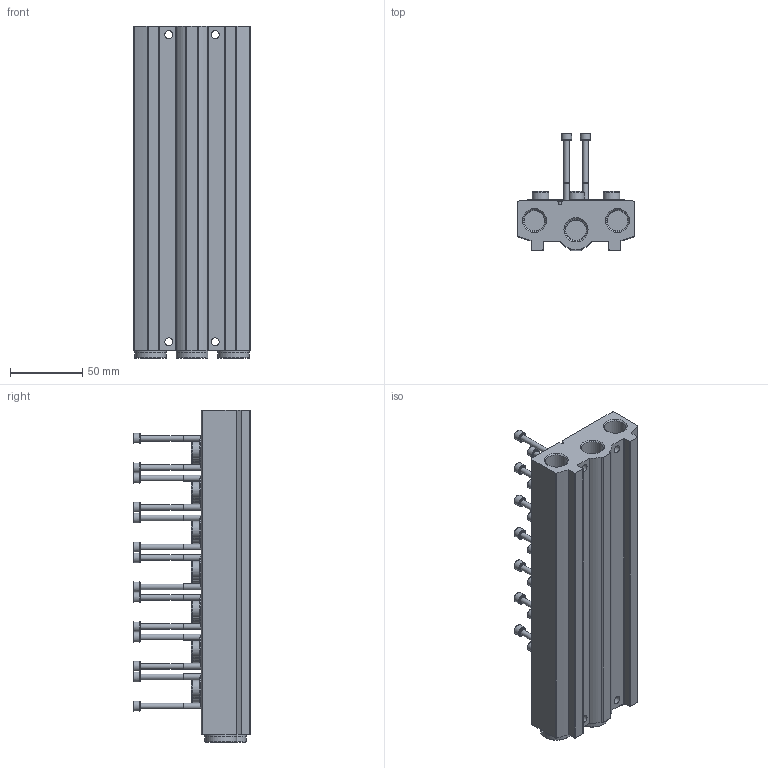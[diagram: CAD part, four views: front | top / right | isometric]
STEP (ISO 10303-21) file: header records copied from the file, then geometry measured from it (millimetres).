
FILE_DESCRIPTION(/* description */ ('STEP AP214'),/* implementation_level */ '2;1');
FILE_NAME(/* name */ '8026266_VABM-B10-25S-G38-7',/* time_stamp */ '2024-09-15T22:28:53+02:00',/* author */ ('License CC BY-ND 4.0'),/* organization */ ('CADENAS'),/* preprocessor_version */ 'ST-DEVELOPER v19.3',/* originating_system */ 'PARTsolutions',/* authorisation */ ' ');
FILE_SCHEMA (('AUTOMOTIVE_DESIGN {1 0 10303 214 3 1 1}'));
Length unit declared in the file: millimetre
Products named in the file (5): 8026266 VABM-B10-25S-G38-7; 8026266 VABM-B10-25S-G38-7---(M); 1657071 VUVS-G14-3---(S); 2833735 F-M4x50-10.9; 3570 B-3/8---(Plug)
Assembly tree (25 placements, depth 2):
  8026266 VABM-B10-25S-G38-7
    8026266 VABM-B10-25S-G38-7---(M)
    1657071 VUVS-G14-3---(S)  x7
    2833735 F-M4x50-10.9  x14
    3570 B-3/8---(Plug)  x3
Bounding box: 80.5 x 80.8 x 229.7 mm (x, y, z)
Volume: 449721.3 mm3; surface area: 136904.9 mm2
Topology: 25 solids, 25 shells, 1210 faces, 2933 edges, 1869 vertices
Faces by surface type: plane 550, cylinder 375, cone 226, torus 59
Full cylindrical faces by diameter (mm): 3.242 x15, 3.5 x1, 3.9 x14, 4 x14, 5.5 x4, 7 x35, 8.6 x21, 11.6 x21, 14.3 x3, 14.6 x21, 14.95 x6, 16.662 x3, 19.8 x3, 22 x6
Entity records: 9473 total; most frequent: CARTESIAN_POINT 1908, DIRECTION 1602, ORIENTED_EDGE 1266, AXIS2_PLACEMENT_3D 652, EDGE_CURVE 633, FACE_BOUND 563, EDGE_LOOP 547, VERTEX_POINT 492
